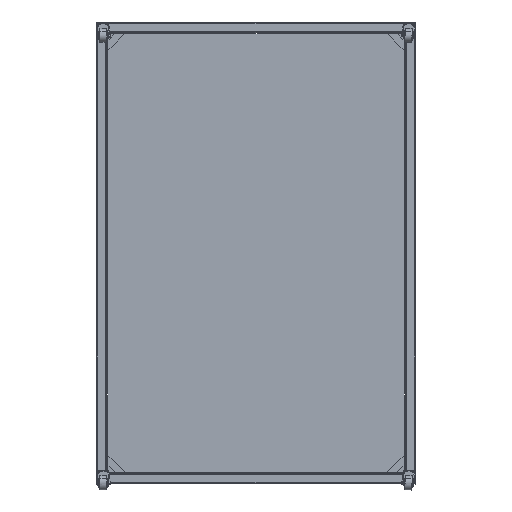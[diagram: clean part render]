
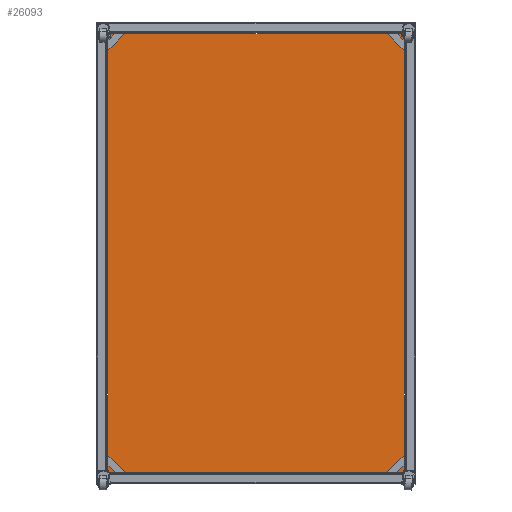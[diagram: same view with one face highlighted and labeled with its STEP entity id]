
A CAD part, front view. The second image highlights one B-rep face of the part: STEP entity #26093.
In plain terms, the highlighted planar face has unit normal (0, -1, 0).
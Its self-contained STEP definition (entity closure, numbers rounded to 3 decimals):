
#200 = CARTESIAN_POINT ( 'NONE',  ( -417.5, 15., 617.5 ) ) ;
#1098 = EDGE_CURVE ( 'NONE', #16513, #1873, #14928, .T. ) ;
#1363 = VERTEX_POINT ( 'NONE', #26702 ) ;
#1873 = VERTEX_POINT ( 'NONE', #27973 ) ;
#2102 = CARTESIAN_POINT ( 'NONE',  ( 0., 15., 0. ) ) ;
#2782 = VECTOR ( 'NONE', #17515, 1000. ) ;
#3576 = CARTESIAN_POINT ( 'NONE',  ( 417.5, 15., -617.5 ) ) ;
#4036 = CARTESIAN_POINT ( 'NONE',  ( 417.5, 15., 617.5 ) ) ;
#4372 = CARTESIAN_POINT ( 'NONE',  ( -417.5, 15., -617.5 ) ) ;
#4681 = EDGE_LOOP ( 'NONE', ( #14312, #25304, #9536, #24087 ) ) ;
#7195 = VECTOR ( 'NONE', #12403, 1000. ) ;
#7772 = VECTOR ( 'NONE', #14027, 1000. ) ;
#9039 = VECTOR ( 'NONE', #13404, 1000. ) ;
#9536 = ORIENTED_EDGE ( 'NONE', *, *, #21665, .T. ) ;
#10907 = PLANE ( 'NONE',  #24164 ) ;
#12403 = DIRECTION ( 'NONE',  ( 0., 0., 1. ) ) ;
#12753 = CARTESIAN_POINT ( 'NONE',  ( 417.5, 15., -617.5 ) ) ;
#13078 = LINE ( 'NONE', #4372, #2782 ) ;
#13148 = DIRECTION ( 'NONE',  ( 0., 0., 1. ) ) ;
#13301 = EDGE_CURVE ( 'NONE', #21071, #16513, #18916, .T. ) ;
#13404 = DIRECTION ( 'NONE',  ( -1., 0., 0. ) ) ;
#13644 = LINE ( 'NONE', #26931, #7772 ) ;
#14027 = DIRECTION ( 'NONE',  ( 1., 0., 0. ) ) ;
#14312 = ORIENTED_EDGE ( 'NONE', *, *, #13301, .T. ) ;
#14928 = LINE ( 'NONE', #200, #9039 ) ;
#16513 = VERTEX_POINT ( 'NONE', #4036 ) ;
#16614 = EDGE_CURVE ( 'NONE', #1363, #21071, #13644, .T. ) ;
#17515 = DIRECTION ( 'NONE',  ( 0., 0., -1. ) ) ;
#18916 = LINE ( 'NONE', #3576, #7195 ) ;
#21071 = VERTEX_POINT ( 'NONE', #12753 ) ;
#21665 = EDGE_CURVE ( 'NONE', #1873, #1363, #13078, .T. ) ;
#24087 = ORIENTED_EDGE ( 'NONE', *, *, #16614, .T. ) ;
#24164 = AXIS2_PLACEMENT_3D ( 'NONE', #2102, #26318, #13148 ) ;
#25304 = ORIENTED_EDGE ( 'NONE', *, *, #1098, .T. ) ;
#26093 = ADVANCED_FACE ( 'NONE', ( #26607 ), #10907, .F. ) ;
#26318 = DIRECTION ( 'NONE',  ( 0., 1., 0. ) ) ;
#26607 = FACE_OUTER_BOUND ( 'NONE', #4681, .T. ) ;
#26702 = CARTESIAN_POINT ( 'NONE',  ( -417.5, 15., -617.5 ) ) ;
#26931 = CARTESIAN_POINT ( 'NONE',  ( -417.5, 15., -617.5 ) ) ;
#27973 = CARTESIAN_POINT ( 'NONE',  ( -417.5, 15., 617.5 ) ) ;
